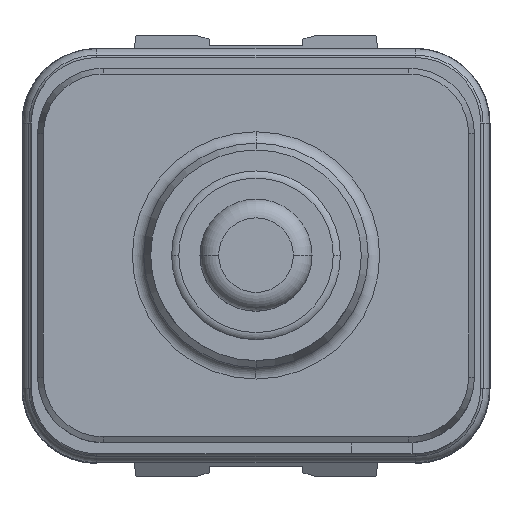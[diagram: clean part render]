
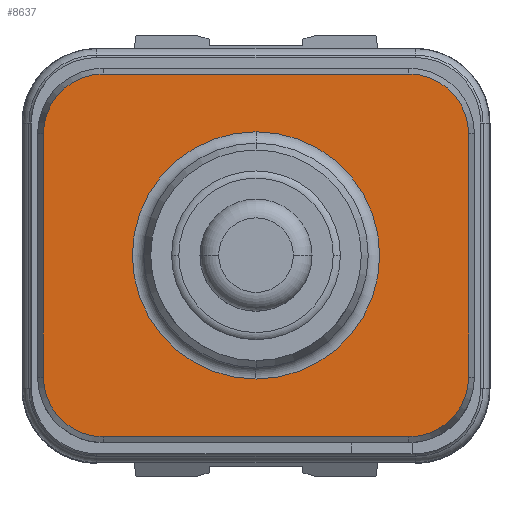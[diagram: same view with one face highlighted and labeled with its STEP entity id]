
A CAD part, top view. The second image highlights one B-rep face of the part: STEP entity #8637.
In plain terms, the highlighted planar face has unit normal (0, 0, 1).
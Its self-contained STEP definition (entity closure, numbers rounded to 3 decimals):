
#2166=CARTESIAN_POINT('',(-4.9,3.9,4.18));
#2167=DIRECTION('',(0.,0.,-1.));
#2168=DIRECTION('',(-1.,0.,0.));
#2169=AXIS2_PLACEMENT_3D('',#2166,#2167,#2168);
#2171=DIRECTION('',(1.,0.,0.));
#2172=VECTOR('',#2171,9.8);
#2173=CARTESIAN_POINT('',(-4.9,5.812,4.18));
#2174=LINE('',#2173,#2172);
#2175=CARTESIAN_POINT('',(4.9,3.9,4.18));
#2176=DIRECTION('',(0.,0.,-1.));
#2177=DIRECTION('',(0.,1.,0.));
#2178=AXIS2_PLACEMENT_3D('',#2175,#2176,#2177);
#2180=DIRECTION('',(0.,-1.,0.));
#2181=VECTOR('',#2180,7.8);
#2182=CARTESIAN_POINT('',(6.812,3.9,4.18));
#2183=LINE('',#2182,#2181);
#2184=CARTESIAN_POINT('',(4.9,-3.9,4.18));
#2185=DIRECTION('',(0.,0.,-1.));
#2186=DIRECTION('',(1.,0.,0.));
#2187=AXIS2_PLACEMENT_3D('',#2184,#2185,#2186);
#2189=DIRECTION('',(-1.,0.,0.));
#2190=VECTOR('',#2189,9.8);
#2191=CARTESIAN_POINT('',(4.9,-5.812,4.18));
#2192=LINE('',#2191,#2190);
#2193=CARTESIAN_POINT('',(-4.9,-3.9,4.18));
#2194=DIRECTION('',(0.,0.,-1.));
#2195=DIRECTION('',(0.,-1.,0.));
#2196=AXIS2_PLACEMENT_3D('',#2193,#2194,#2195);
#2198=DIRECTION('',(0.,1.,0.));
#2199=VECTOR('',#2198,7.8);
#2200=CARTESIAN_POINT('',(-6.812,-3.9,
4.18));
#2201=LINE('',#2200,#2199);
#2202=CARTESIAN_POINT('',(0.,0.,4.18));
#2203=DIRECTION('',(0.,0.,1.));
#2204=DIRECTION('',(0.,-1.,0.));
#2205=AXIS2_PLACEMENT_3D('',#2202,#2203,#2204);
#2207=CARTESIAN_POINT('',(0.,0.,4.18));
#2208=DIRECTION('',(0.,0.,1.));
#2209=DIRECTION('',(0.,1.,0.));
#2210=AXIS2_PLACEMENT_3D('',#2207,#2208,#2209);
#4653=CARTESIAN_POINT('',(-6.812,3.9,4.18));
#4654=CARTESIAN_POINT('',(-4.9,5.812,4.18));
#4655=VERTEX_POINT('',#4653);
#4656=VERTEX_POINT('',#4654);
#4659=CARTESIAN_POINT('',(4.9,5.812,4.18));
#4660=VERTEX_POINT('',#4659);
#4663=CARTESIAN_POINT('',(6.812,3.9,4.18));
#4664=VERTEX_POINT('',#4663);
#4667=CARTESIAN_POINT('',(6.812,-3.9,4.18));
#4668=VERTEX_POINT('',#4667);
#4671=CARTESIAN_POINT('',(4.9,-5.812,4.18));
#4672=VERTEX_POINT('',#4671);
#4675=CARTESIAN_POINT('',(-4.9,-5.812,
4.18));
#4676=VERTEX_POINT('',#4675);
#4679=CARTESIAN_POINT('',(-6.812,-3.9,4.18));
#4680=VERTEX_POINT('',#4679);
#5278=CARTESIAN_POINT('',(0.,-3.963,4.18));
#5279=CARTESIAN_POINT('',(0.,3.963,4.18));
#5280=VERTEX_POINT('',#5278);
#5281=VERTEX_POINT('',#5279);
#8616=CARTESIAN_POINT('',(0.,0.,4.18));
#8617=DIRECTION('',(0.,0.,-1.));
#8618=DIRECTION('',(1.,0.,0.));
#8619=AXIS2_PLACEMENT_3D('',#8616,#8617,#8618);
#8620=PLANE('',#8619);
#8621=ORIENTED_EDGE('',*,*,#8457,.T.);
#8622=ORIENTED_EDGE('',*,*,#8498,.T.);
#8623=ORIENTED_EDGE('',*,*,#8513,.T.);
#8624=ORIENTED_EDGE('',*,*,#8554,.T.);
#8625=ORIENTED_EDGE('',*,*,#8568,.T.);
#8626=ORIENTED_EDGE('',*,*,#8385,.T.);
#8627=ORIENTED_EDGE('',*,*,#8401,.T.);
#8628=ORIENTED_EDGE('',*,*,#8442,.T.);
#8629=EDGE_LOOP('',(#8621,#8622,#8623,#8624,#8625,#8626,#8627,#8628));
#8630=FACE_OUTER_BOUND('',#8629,.F.);
#8632=ORIENTED_EDGE('',*,*,#8631,.T.);
#8634=ORIENTED_EDGE('',*,*,#8633,.T.);
#8635=EDGE_LOOP('',(#8632,#8634));
#8636=FACE_BOUND('',#8635,.F.);
#8637=ADVANCED_FACE('',(#8630,#8636),#8620,.F.);
#2170=CIRCLE('',#2169,1.912);
#2179=CIRCLE('',#2178,1.912);
#2188=CIRCLE('',#2187,1.912);
#2197=CIRCLE('',#2196,1.912);
#2206=CIRCLE('',#2205,3.963);
#2211=CIRCLE('',#2210,3.963);
#8385=EDGE_CURVE('',#4672,#4676,#2192,.T.);
#8401=EDGE_CURVE('',#4676,#4680,#2197,.T.);
#8442=EDGE_CURVE('',#4680,#4655,#2201,.T.);
#8457=EDGE_CURVE('',#4655,#4656,#2170,.T.);
#8498=EDGE_CURVE('',#4656,#4660,#2174,.T.);
#8513=EDGE_CURVE('',#4660,#4664,#2179,.T.);
#8554=EDGE_CURVE('',#4664,#4668,#2183,.T.);
#8568=EDGE_CURVE('',#4668,#4672,#2188,.T.);
#8631=EDGE_CURVE('',#5280,#5281,#2206,.T.);
#8633=EDGE_CURVE('',#5281,#5280,#2211,.T.);
